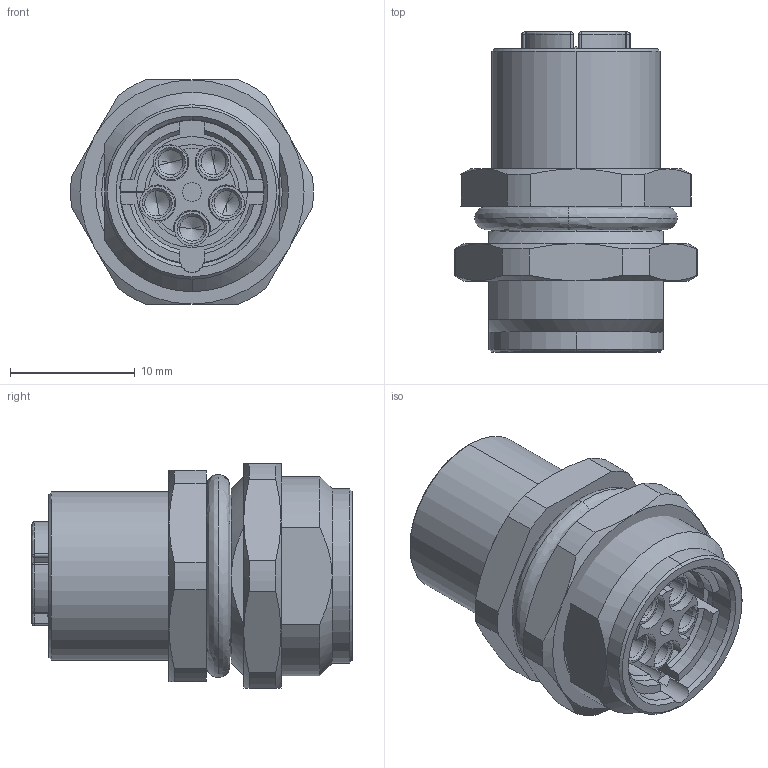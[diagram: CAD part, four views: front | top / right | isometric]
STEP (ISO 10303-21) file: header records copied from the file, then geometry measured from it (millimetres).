
FILE_DESCRIPTION (( 'STEP AP203' ), '1' );
FILE_NAME ('P235.STEP', '2020-04-01T02:07:25', ( 'edpusr' ), ( 'Microsoft' ), 'SwSTEP 2.0', 'SolidWorks 2015', '' );
FILE_SCHEMA (( 'CONFIG_CONTROL_DESIGN' ));
Length unit declared in the file: millimetre
Products named in the file (1): P235
Bounding box: 19.48 x 25.7 x 18 mm (x, y, z)
Volume: 3568.5 mm3; surface area: 7106.1 mm2
Topology: 12 solids, 12 shells, 550 faces, 1356 edges, 841 vertices
Faces by surface type: cylinder 233, plane 168, cone 109, bspline 40
Entity records: 17032 total; most frequent: CARTESIAN_POINT 3905, DIRECTION 2866, ORIENTED_EDGE 2662, EDGE_CURVE 1331, AXIS2_PLACEMENT_3D 1159, VERTEX_POINT 841, CIRCLE 648, EDGE_LOOP 616
